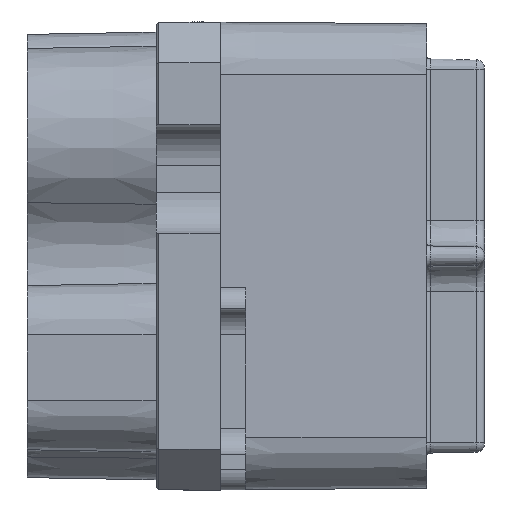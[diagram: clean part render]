
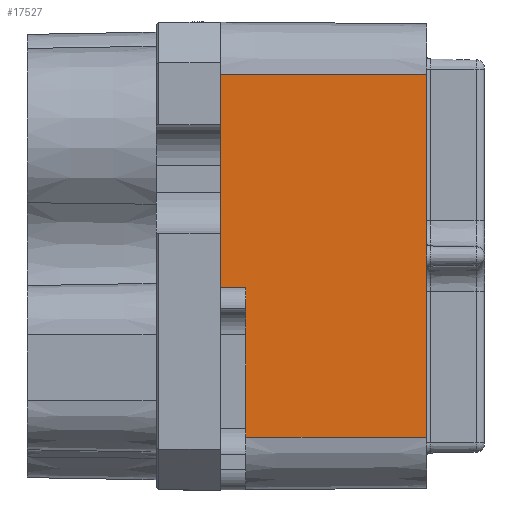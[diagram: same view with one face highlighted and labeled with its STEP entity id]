
A CAD part, left-side view. The second image highlights one B-rep face of the part: STEP entity #17527.
In plain terms, the highlighted planar face has unit normal (-1, -0.009, 0).
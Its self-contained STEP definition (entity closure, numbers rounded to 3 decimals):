
#878 = CARTESIAN_POINT ( 'NONE',  ( -23.078, -2.5, -3.1 ) ) ;
#1004 = CARTESIAN_POINT ( 'NONE',  ( -23.1, 0., -3.1 ) ) ;
#2187 = CARTESIAN_POINT ( 'NONE',  ( -23.1, 0., -3.1 ) ) ;
#2481 = LINE ( 'NONE', #18083, #16440 ) ;
#3718 = ORIENTED_EDGE ( 'NONE', *, *, #5058, .F. ) ;
#4038 = VERTEX_POINT ( 'NONE', #878 ) ;
#4448 = VECTOR ( 'NONE', #17616, 1000. ) ;
#5058 = EDGE_CURVE ( 'NONE', #25607, #4038, #28094, .T. ) ;
#5273 = CARTESIAN_POINT ( 'NONE',  ( -23.1, 0., 17.9 ) ) ;
#5377 = VERTEX_POINT ( 'NONE', #31916 ) ;
#5404 = EDGE_CURVE ( 'NONE', #20211, #29607, #6037, .T. ) ;
#6000 = DIRECTION ( 'NONE',  ( -0.009, 1., 0. ) ) ;
#6037 = LINE ( 'NONE', #29449, #9522 ) ;
#6514 = VECTOR ( 'NONE', #23727, 1000. ) ;
#6890 = LINE ( 'NONE', #25593, #6514 ) ;
#7737 = CARTESIAN_POINT ( 'NONE',  ( -23.078, -2.5, -17.9 ) ) ;
#8138 = ORIENTED_EDGE ( 'NONE', *, *, #27967, .F. ) ;
#9522 = VECTOR ( 'NONE', #24939, 1000. ) ;
#10223 = ORIENTED_EDGE ( 'NONE', *, *, #22191, .T. ) ;
#10274 = LINE ( 'NONE', #24850, #4448 ) ;
#10395 = AXIS2_PLACEMENT_3D ( 'NONE', #10828, #30241, #25209 ) ;
#10495 = VERTEX_POINT ( 'NONE', #13319 ) ;
#10733 = DIRECTION ( 'NONE',  ( -0.009, 1., 0. ) ) ;
#10828 = CARTESIAN_POINT ( 'NONE',  ( -23.1, 0., 23.1 ) ) ;
#11356 = EDGE_CURVE ( 'NONE', #10495, #25607, #2481, .T. ) ;
#13319 = CARTESIAN_POINT ( 'NONE',  ( -22.922, -20.36, -17.9 ) ) ;
#13850 = ORIENTED_EDGE ( 'NONE', *, *, #5404, .T. ) ;
#14182 = VECTOR ( 'NONE', #30425, 1000. ) ;
#15271 = PLANE ( 'NONE',  #10395 ) ;
#15718 = EDGE_CURVE ( 'NONE', #4038, #29607, #27100, .T. ) ;
#16440 = VECTOR ( 'NONE', #10733, 1000. ) ;
#17527 = ADVANCED_FACE ( 'NONE', ( #18409 ), #15271, .T. ) ;
#17616 = DIRECTION ( 'NONE',  ( 0., 0., -1. ) ) ;
#18083 = CARTESIAN_POINT ( 'NONE',  ( -23.1, 0., -17.9 ) ) ;
#18409 = FACE_OUTER_BOUND ( 'NONE', #30165, .T. ) ;
#18946 = ORIENTED_EDGE ( 'NONE', *, *, #11356, .F. ) ;
#20211 = VERTEX_POINT ( 'NONE', #5273 ) ;
#22191 = EDGE_CURVE ( 'NONE', #5377, #20211, #6890, .T. ) ;
#22796 = CARTESIAN_POINT ( 'NONE',  ( -23.078, -2.5, -17.02 ) ) ;
#23727 = DIRECTION ( 'NONE',  ( -0.009, 1., 0. ) ) ;
#24745 = ORIENTED_EDGE ( 'NONE', *, *, #15718, .F. ) ;
#24850 = CARTESIAN_POINT ( 'NONE',  ( -22.922, -20.36, 23.1 ) ) ;
#24939 = DIRECTION ( 'NONE',  ( 0., 0., -1. ) ) ;
#25209 = DIRECTION ( 'NONE',  ( 0.009, -1., 0. ) ) ;
#25491 = VECTOR ( 'NONE', #6000, 1000. ) ;
#25593 = CARTESIAN_POINT ( 'NONE',  ( -23.1, 0., 17.9 ) ) ;
#25607 = VERTEX_POINT ( 'NONE', #7737 ) ;
#27100 = LINE ( 'NONE', #1004, #25491 ) ;
#27967 = EDGE_CURVE ( 'NONE', #5377, #10495, #10274, .T. ) ;
#28094 = LINE ( 'NONE', #22796, #14182 ) ;
#29449 = CARTESIAN_POINT ( 'NONE',  ( -23.1, 0., 23.1 ) ) ;
#29607 = VERTEX_POINT ( 'NONE', #2187 ) ;
#30165 = EDGE_LOOP ( 'NONE', ( #24745, #3718, #18946, #8138, #10223, #13850 ) ) ;
#30241 = DIRECTION ( 'NONE',  ( -1., -0.009, 0. ) ) ;
#30425 = DIRECTION ( 'NONE',  ( 0., 0., 1. ) ) ;
#31916 = CARTESIAN_POINT ( 'NONE',  ( -22.922, -20.36, 17.9 ) ) ;
